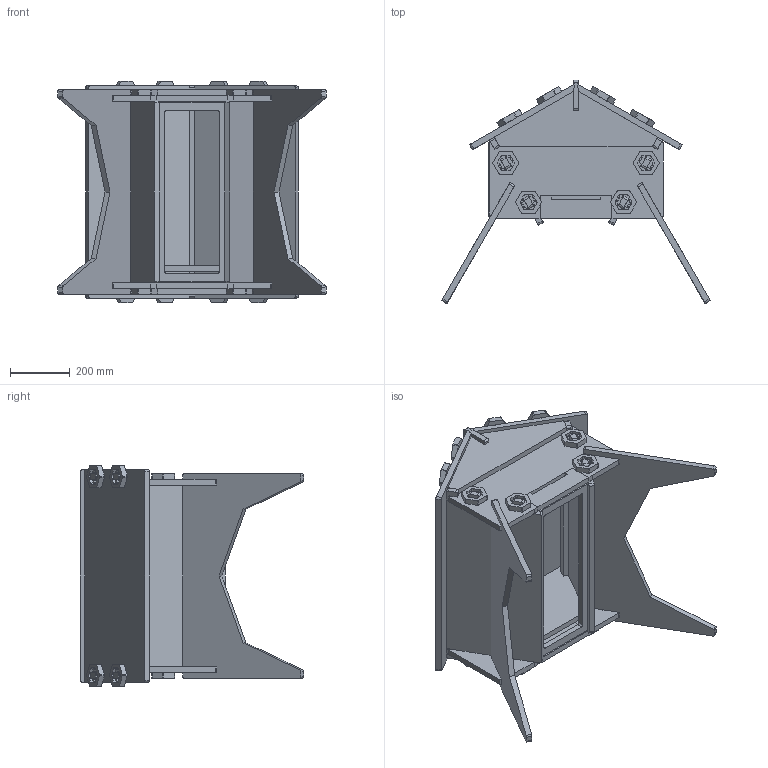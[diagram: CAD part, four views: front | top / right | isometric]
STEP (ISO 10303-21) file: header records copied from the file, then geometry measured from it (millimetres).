
FILE_DESCRIPTION(/* description */ ('VariCAD 2013-2.01 AP-214'),/* implementation_level */ '2;1');
FILE_NAME(/* name */ 'Top Bar - v2.0.stp',/* time_stamp */ '2013-09-09T20:25:51-06:00',/* author */ (''),/* organization */ (''),/* preprocessor_version */ 'ST-DEVELOPER v14',/* originating_system */ 'VariCAD 2013-2.01; kernel version (20130303)',/* authorisation */ '');
FILE_SCHEMA (('AUTOMOTIVE_DESIGN'));
Length unit declared in the file: inch
Products named in the file (33): Top Bar - v2.0
Assembly tree (32 placements, depth 2):
  Top Bar - v2.0
    (unnamed)
    (unnamed)
    (unnamed)
    (unnamed)
    (unnamed)
    (unnamed)
    (unnamed)
    (unnamed)
    (unnamed)
    (unnamed)
    (unnamed)
    (unnamed)
    (unnamed)
    (unnamed)
    (unnamed)
    (unnamed)
    (unnamed)
    (unnamed)
    (unnamed)
    (unnamed)
    (unnamed)
    (unnamed)
    (unnamed)
    (unnamed)
    (unnamed)
    (unnamed)
    (unnamed)
    (unnamed)
    (unnamed)
    (unnamed)
    (unnamed)
    (unnamed)
Bounding box: 899.77 x 748.2 x 742.95 mm (x, y, z)
Volume: 39068641.6 mm3; surface area: 5018842.4 mm2
Topology: 32 solids, 32 shells, 1596 faces, 4466 edges, 2950 vertices
Faces by surface type: plane 1006, cylinder 590
Entity records: 52756 total; most frequent: CARTESIAN_POINT 9149, DIRECTION 9024, ORIENTED_EDGE 8932, EDGE_CURVE 4466, LINE 3278, VECTOR 3278, VERTEX_POINT 2950, AXIS2_PLACEMENT_3D 2873
